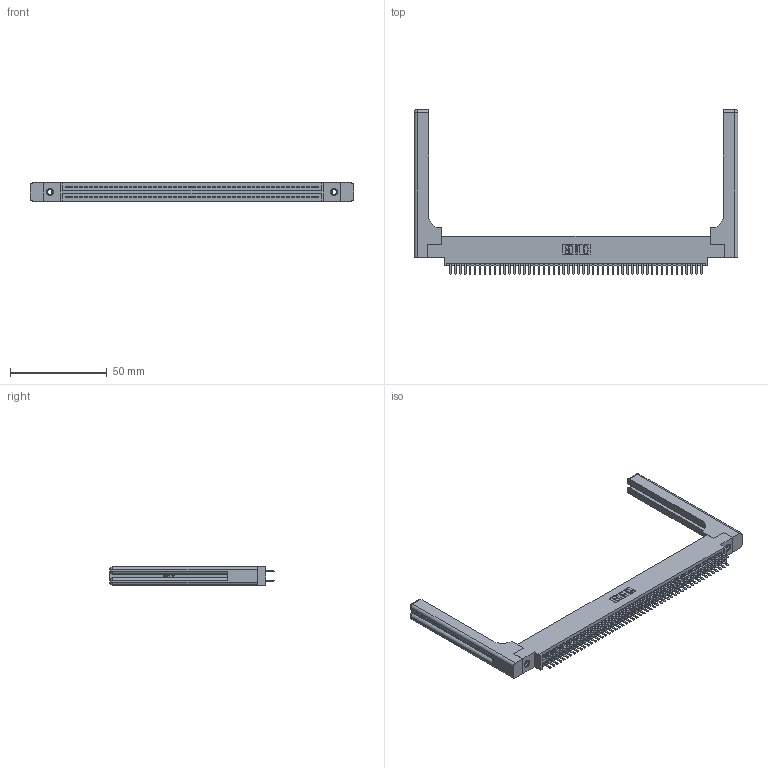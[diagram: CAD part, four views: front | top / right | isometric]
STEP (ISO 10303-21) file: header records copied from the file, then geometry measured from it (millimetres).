
FILE_DESCRIPTION (( 'STEP AP203' ), '1' );
FILE_NAME ('345-104-520-858.STEP', '2019-11-03T10:28:56', ( '' ), ( '' ), 'SwSTEP 2.0', 'SolidWorks 2016', '' );
FILE_SCHEMA (( 'CONFIG_CONTROL_DESIGN' ));
Length unit declared in the file: inch
Products named in the file (5): 345-250-001_345-250-001-102; 345-292-001_345-293-120; 345-104-520-858; 345-220-058_345-220-058; 345 Part_0.170 Offset - 0.156 Dia-TH
Assembly tree (109 placements, depth 2):
  345-104-520-858
    345 Part_0.170 Offset - 0.156 Dia-TH
    345-292-001_345-293-120  x104
    345-250-001_345-250-001-102  x2
    345-220-058_345-220-058  x2
Bounding box: 167.11 x 84.96 x 9.4 mm (x, y, z)
Volume: 24641.7 mm3; surface area: 29195.8 mm2
Topology: 109 solids, 109 shells, 6002 faces, 17347 edges, 11266 vertices
Faces by surface type: plane 3872, cylinder 2070, bspline 36, cone 12, sphere 8, torus 4
Entity records: 44882 total; most frequent: CARTESIAN_POINT 8521, ORIENTED_EDGE 7240, DIRECTION 6420, EDGE_CURVE 3620, VECTOR 3184, LINE 3184, VERTEX_POINT 2402, AXIS2_PLACEMENT_3D 1618
